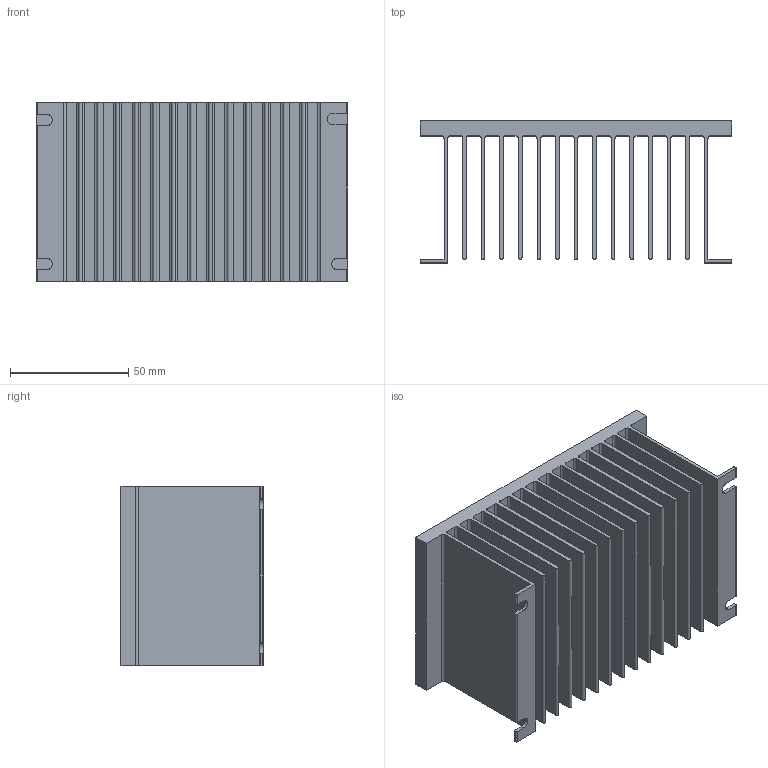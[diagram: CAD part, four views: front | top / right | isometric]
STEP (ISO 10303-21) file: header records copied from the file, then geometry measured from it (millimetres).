
FILE_DESCRIPTION (( 'STEP AP214' ), '1' );
FILE_NAME ('107503.STEP', '2016-12-06T17:44:20', ( '' ), ( '' ), 'SwSTEP 2.0', 'SolidWorks 2015', '' );
FILE_SCHEMA (( 'AUTOMOTIVE_DESIGN' ));
Length unit declared in the file: inch
Products named in the file (1): 107503
Bounding box: 132.08 x 60.15 x 76.2 mm (x, y, z)
Surface area: 146725.8 mm2 (no closed solid volume)
Topology: 0 solids, 146 shells, 146 faces, 828 edges, 828 vertices
Faces by surface type: plane 75, cylinder 71
Entity records: 9604 total; most frequent: CARTESIAN_POINT 3565, DIRECTION 1122, EDGE_CURVE 828, VERTEX_POINT 828, ORIENTED_EDGE 828, VECTOR 544, LINE 544, AXIS2_PLACEMENT_3D 289
